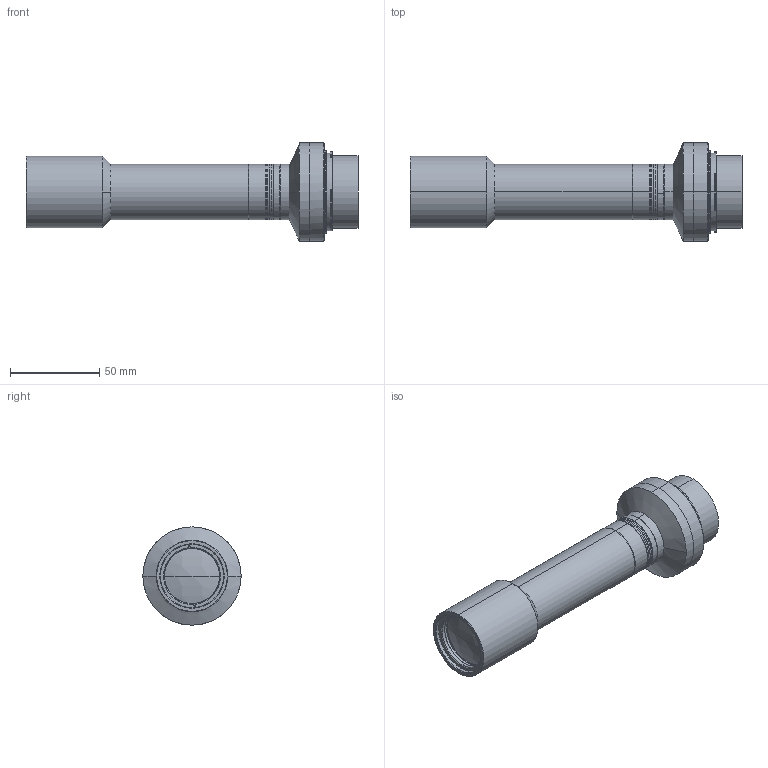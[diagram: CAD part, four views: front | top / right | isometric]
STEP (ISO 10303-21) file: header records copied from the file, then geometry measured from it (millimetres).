
FILE_DESCRIPTION (( 'STEP AP214' ), '1' );
FILE_NAME ('OTLZ28-15-110F.STEP', '2023-05-12T02:12:26', ( '' ), ( '' ), 'SwSTEP 2.0', 'SolidWorks 2022', '' );
FILE_SCHEMA (( 'AUTOMOTIVE_DESIGN' ));
Length unit declared in the file: millimetre
Products named in the file (1): OTLZ28-15-110F
Bounding box: 185.94 x 55 x 55 mm (x, y, z)
Volume: 126631.7 mm3; surface area: 62455.8 mm2
Topology: 21 solids, 21 shells, 352 faces, 799 edges, 511 vertices
Faces by surface type: cylinder 141, plane 94, cone 93, bspline 24
Entity records: 14716 total; most frequent: CARTESIAN_POINT 2337, DIRECTION 1904, ORIENTED_EDGE 1598, EDGE_CURVE 799, AXIS2_PLACEMENT_3D 798, VERTEX_POINT 511, CIRCLE 469, EDGE_LOOP 410
